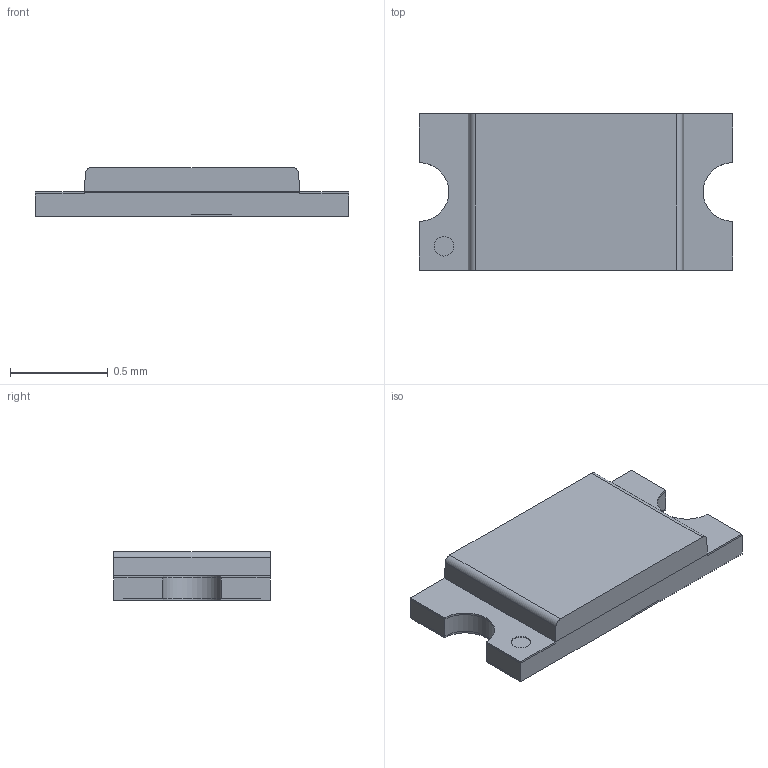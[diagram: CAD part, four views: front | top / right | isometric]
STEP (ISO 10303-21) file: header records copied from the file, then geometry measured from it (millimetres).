
FILE_DESCRIPTION(/* description */ ('Unknown'),/* implementation_level */ '2;1');
FILE_NAME(/* name */ '150060xx75020',/* time_stamp */ '2018-07-25T09:19:54+02:00',/* author */ ('Unknown'),/* organization */ ('Unknown'),/* preprocessor_version */ 'ST-DEVELOPER v16.7',/* originating_system */ 'DEX',/* authorisation */ $);
FILE_SCHEMA (('AUTOMOTIVE_DESIGN {1 0 10303 214 3 1 1}'));
Length unit declared in the file: millimetre
Products named in the file (4): 150060xx75020; Body; Pins; Dome
Assembly tree (3 placements, depth 2):
  150060xx75020
    Body
    Pins
    Dome
Bounding box: 1.6 x 0.8 x 0.25 mm (x, y, z)
Volume: 0.3 mm3; surface area: 7.2 mm2
Topology: 7 solids, 7 shells, 115 faces, 299 edges, 198 vertices
Faces by surface type: plane 99, cylinder 15, bspline 1
Full cylindrical faces by diameter (mm): 0.1 x1
Entity records: 4072 total; most frequent: CARTESIAN_POINT 675, ORIENTED_EDGE 592, DIRECTION 559, EDGE_CURVE 296, LINE 263, VECTOR 263, VERTEX_POINT 197, AXIS2_PLACEMENT_3D 148
